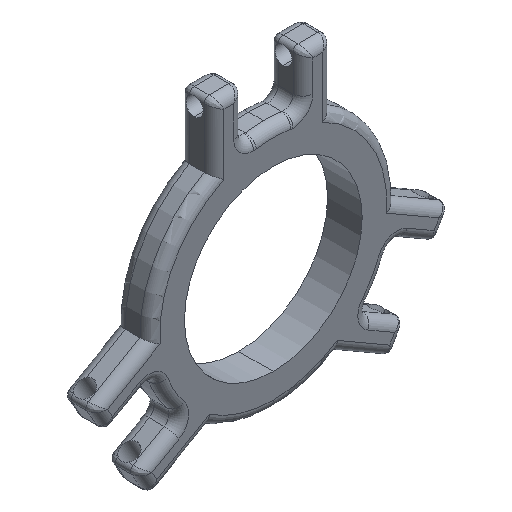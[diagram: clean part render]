
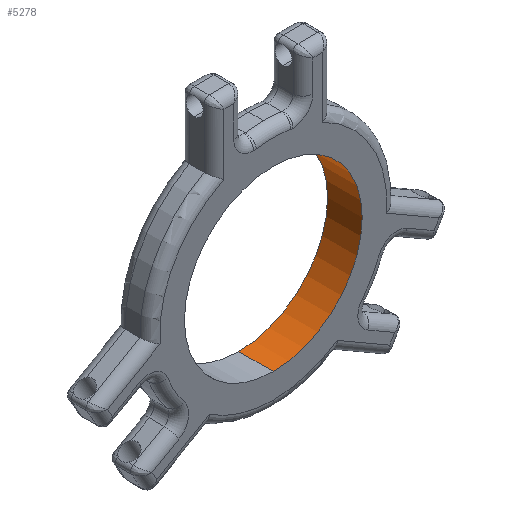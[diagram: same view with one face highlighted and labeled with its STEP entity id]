
A CAD part, isometric view. The second image highlights one B-rep face of the part: STEP entity #5278.
In plain terms, the highlighted cylindrical face has radius 90 mm (diameter 180 mm), a partial arc.
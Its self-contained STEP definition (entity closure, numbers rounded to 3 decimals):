
#250 = CARTESIAN_POINT ( 'NONE',  ( 0., -20., 90. ) ) ;
#319 = EDGE_CURVE ( 'NONE', #1500, #6140, #2759, .T. ) ;
#453 = CARTESIAN_POINT ( 'NONE',  ( 0., 15., -90. ) ) ;
#780 = LINE ( 'NONE', #2927, #3181 ) ;
#1329 = CIRCLE ( 'NONE', #5598, 90. ) ;
#1496 = CIRCLE ( 'NONE', #3861, 90. ) ;
#1500 = VERTEX_POINT ( 'NONE', #250 ) ;
#1542 = DIRECTION ( 'NONE',  ( 0., 0., -1. ) ) ;
#1683 = VERTEX_POINT ( 'NONE', #453 ) ;
#1823 = AXIS2_PLACEMENT_3D ( 'NONE', #2847, #5553, #2814 ) ;
#2042 = CARTESIAN_POINT ( 'NONE',  ( 0., -20., -90. ) ) ;
#2235 = VERTEX_POINT ( 'NONE', #2042 ) ;
#2499 = ORIENTED_EDGE ( 'NONE', *, *, #4232, .F. ) ;
#2588 = EDGE_CURVE ( 'NONE', #1500, #2235, #1329, .T. ) ;
#2759 = LINE ( 'NONE', #3712, #3814 ) ;
#2814 = DIRECTION ( 'NONE',  ( 0., 0., 1. ) ) ;
#2847 = CARTESIAN_POINT ( 'NONE',  ( 0., -65., 0. ) ) ;
#2927 = CARTESIAN_POINT ( 'NONE',  ( 0., -65., -90. ) ) ;
#3181 = VECTOR ( 'NONE', #3601, 1000. ) ;
#3267 = CARTESIAN_POINT ( 'NONE',  ( 0., 15., 90. ) ) ;
#3601 = DIRECTION ( 'NONE',  ( 0., 1., 0. ) ) ;
#3634 = ORIENTED_EDGE ( 'NONE', *, *, #319, .T. ) ;
#3712 = CARTESIAN_POINT ( 'NONE',  ( 0., -65., 90. ) ) ;
#3814 = VECTOR ( 'NONE', #4317, 1000. ) ;
#3861 = AXIS2_PLACEMENT_3D ( 'NONE', #5773, #5742, #5214 ) ;
#4108 = EDGE_LOOP ( 'NONE', ( #5116, #5829, #3634, #2499 ) ) ;
#4232 = EDGE_CURVE ( 'NONE', #1683, #6140, #1496, .T. ) ;
#4261 = DIRECTION ( 'NONE',  ( 0., 1., 0. ) ) ;
#4317 = DIRECTION ( 'NONE',  ( 0., 1., 0. ) ) ;
#4376 = FACE_OUTER_BOUND ( 'NONE', #4108, .T. ) ;
#5116 = ORIENTED_EDGE ( 'NONE', *, *, #5559, .F. ) ;
#5214 = DIRECTION ( 'NONE',  ( 0., 0., 1. ) ) ;
#5278 = ADVANCED_FACE ( 'NONE', ( #4376 ), #5519, .F. ) ;
#5519 = CYLINDRICAL_SURFACE ( 'NONE', #1823, 90. ) ;
#5553 = DIRECTION ( 'NONE',  ( 0., 1., 0. ) ) ;
#5559 = EDGE_CURVE ( 'NONE', #2235, #1683, #780, .T. ) ;
#5598 = AXIS2_PLACEMENT_3D ( 'NONE', #5801, #4261, #1542 ) ;
#5742 = DIRECTION ( 'NONE',  ( 0., -1., 0. ) ) ;
#5773 = CARTESIAN_POINT ( 'NONE',  ( 0., 15., 0. ) ) ;
#5801 = CARTESIAN_POINT ( 'NONE',  ( 0., -20., 0. ) ) ;
#5829 = ORIENTED_EDGE ( 'NONE', *, *, #2588, .F. ) ;
#6140 = VERTEX_POINT ( 'NONE', #3267 ) ;
